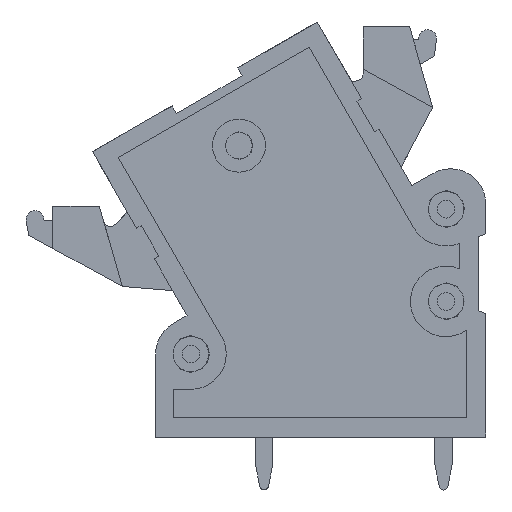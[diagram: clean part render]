
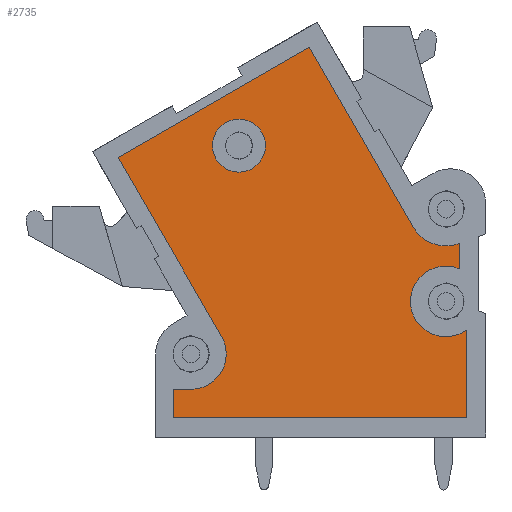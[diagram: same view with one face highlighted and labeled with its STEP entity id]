
A CAD part, front view. The second image highlights one B-rep face of the part: STEP entity #2735.
In plain terms, the highlighted planar face has unit normal (0, -1, 0).
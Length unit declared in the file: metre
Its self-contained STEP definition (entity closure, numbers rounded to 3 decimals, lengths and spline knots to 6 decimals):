
#2735 = ADVANCED_FACE( '', ( #6273, #6274 ), #6275, .F. );
#6273 = FACE_OUTER_BOUND( '', #8693, .T. );
#6274 = FACE_BOUND( '', #8694, .T. );
#6275 = PLANE( '', #8695 );
#8693 = EDGE_LOOP( '', ( #14371, #14372, #14373, #14374, #14375, #14376, #14377, #14378, #14379, #14380, #14381 ) );
#8694 = EDGE_LOOP( '', ( #14382 ) );
#8695 = AXIS2_PLACEMENT_3D( '', #14383, #14384, #14385 );
#14371 = ORIENTED_EDGE( '', *, *, #18379, .T. );
#14372 = ORIENTED_EDGE( '', *, *, #18381, .T. );
#14373 = ORIENTED_EDGE( '', *, *, #18383, .T. );
#14374 = ORIENTED_EDGE( '', *, *, #18385, .T. );
#14375 = ORIENTED_EDGE( '', *, *, #18387, .T. );
#14376 = ORIENTED_EDGE( '', *, *, #18389, .T. );
#14377 = ORIENTED_EDGE( '', *, *, #18391, .T. );
#14378 = ORIENTED_EDGE( '', *, *, #18392, .T. );
#14379 = ORIENTED_EDGE( '', *, *, #18372, .T. );
#14380 = ORIENTED_EDGE( '', *, *, #18375, .T. );
#14381 = ORIENTED_EDGE( '', *, *, #18377, .T. );
#14382 = ORIENTED_EDGE( '', *, *, #18403, .F. );
#14383 = CARTESIAN_POINT( '', ( 0.016431, -0.0057, 0.012928 ) );
#14384 = DIRECTION( '', ( 0., 1., 0. ) );
#14385 = DIRECTION( '', ( 0., 0., 1. ) );
#18372 = EDGE_CURVE( '', #21228, #21226, #21229, .T. );
#18375 = EDGE_CURVE( '', #21226, #21231, #21233, .T. );
#18377 = EDGE_CURVE( '', #21231, #21234, #21236, .T. );
#18379 = EDGE_CURVE( '', #21234, #21237, #21239, .T. );
#18381 = EDGE_CURVE( '', #21237, #21240, #21242, .T. );
#18383 = EDGE_CURVE( '', #21240, #21243, #21245, .T. );
#18385 = EDGE_CURVE( '', #21243, #21246, #21248, .T. );
#18387 = EDGE_CURVE( '', #21246, #21249, #21251, .T. );
#18389 = EDGE_CURVE( '', #21249, #21252, #21254, .T. );
#18391 = EDGE_CURVE( '', #21252, #21255, #21257, .T. );
#18392 = EDGE_CURVE( '', #21255, #21228, #21258, .T. );
#18403 = EDGE_CURVE( '', #21279, #21279, #21280, .F. );
#21226 = VERTEX_POINT( '', #23962 );
#21228 = VERTEX_POINT( '', #23965 );
#21229 = CIRCLE( '', #23966, 0.002111 );
#21231 = VERTEX_POINT( '', #23969 );
#21233 = LINE( '', #23972, #23973 );
#21234 = VERTEX_POINT( '', #23974 );
#21236 = LINE( '', #23977, #23978 );
#21237 = VERTEX_POINT( '', #23979 );
#21239 = LINE( '', #23982, #23983 );
#21240 = VERTEX_POINT( '', #23984 );
#21242 = CIRCLE( '', #23987, 0.002 );
#21243 = VERTEX_POINT( '', #23988 );
#21245 = LINE( '', #23991, #23992 );
#21246 = VERTEX_POINT( '', #23993 );
#21248 = LINE( '', #23996, #23997 );
#21249 = VERTEX_POINT( '', #23998 );
#21251 = LINE( '', #24001, #24002 );
#21252 = VERTEX_POINT( '', #24003 );
#21254 = LINE( '', #24006, #24007 );
#21255 = VERTEX_POINT( '', #24008 );
#21257 = CIRCLE( '', #24011, 0.002 );
#21258 = LINE( '', #24012, #24013 );
#21279 = VERTEX_POINT( '', #24034 );
#21280 = CIRCLE( '', #24035, 0.0015 );
#23962 = CARTESIAN_POINT( '', ( 0.014602, -0.0057, 0.011872 ) );
#23965 = CARTESIAN_POINT( '', ( 0.0172, -0.0057, 0.010961 ) );
#23966 = AXIS2_PLACEMENT_3D( '', #25376, #25377, #25378 );
#23969 = CARTESIAN_POINT( '', ( 0.008707, -0.0057, 0.022084 ) );
#23972 = CARTESIAN_POINT( '', ( 0.014602, -0.0057, 0.011872 ) );
#23973 = VECTOR( '', #25381, 1. );
#23974 = CARTESIAN_POINT( '', ( -0.002119, -0.0057, 0.015834 ) );
#23977 = CARTESIAN_POINT( '', ( 0.008707, -0.0057, 0.022084 ) );
#23978 = VECTOR( '', #25383, 1. );
#23979 = CARTESIAN_POINT( '', ( 0.003732, -0.0057, 0.0057 ) );
#23982 = CARTESIAN_POINT( '', ( -0.002119, -0.0057, 0.015834 ) );
#23983 = VECTOR( '', #25385, 1. );
#23984 = CARTESIAN_POINT( '', ( 0.002, -0.0057, 0.0027 ) );
#23987 = AXIS2_PLACEMENT_3D( '', #25387, #25388, #25389 );
#23988 = CARTESIAN_POINT( '', ( 0.001, -0.0057, 0.0027 ) );
#23991 = CARTESIAN_POINT( '', ( 0.002, -0.0057, 0.0027 ) );
#23992 = VECTOR( '', #25391, 1. );
#23993 = CARTESIAN_POINT( '', ( 0.001, -0.0057, 0.0011 ) );
#23996 = CARTESIAN_POINT( '', ( 0.001, -0.0057, 0.0027 ) );
#23997 = VECTOR( '', #25393, 1. );
#23998 = CARTESIAN_POINT( '', ( 0.0176, -0.0057, 0.0011 ) );
#24001 = CARTESIAN_POINT( '', ( 0.001, -0.0057, 0.0011 ) );
#24002 = VECTOR( '', #25395, 1. );
#24003 = CARTESIAN_POINT( '', ( 0.0176, -0.0057, 0.006059 ) );
#24006 = CARTESIAN_POINT( '', ( 0.0176, -0.0057, 0.0011 ) );
#24007 = VECTOR( '', #25397, 1. );
#24008 = CARTESIAN_POINT( '', ( 0.0172, -0.0057, 0.009522 ) );
#24011 = AXIS2_PLACEMENT_3D( '', #25399, #25400, #25401 );
#24012 = CARTESIAN_POINT( '', ( 0.0172, -0.0057, 0.009522 ) );
#24013 = VECTOR( '', #25402, 1. );
#24034 = CARTESIAN_POINT( '', ( 0.004719, -0.0057, 0.018 ) );
#24035 = AXIS2_PLACEMENT_3D( '', #25433, #25434, #25435 );
#25376 = CARTESIAN_POINT( '', ( 0.016431, -0.0057, 0.012928 ) );
#25377 = DIRECTION( '', ( 0., 1., 0. ) );
#25378 = DIRECTION( '', ( 1., 0., 0. ) );
#25381 = DIRECTION( '', ( -0.5, 0., 0.866 ) );
#25383 = DIRECTION( '', ( -0.866, 0., -0.5 ) );
#25385 = DIRECTION( '', ( 0.5, 0., -0.866 ) );
#25387 = CARTESIAN_POINT( '', ( 0.002, -0.0057, 0.0047 ) );
#25388 = DIRECTION( '', ( 0., 1., 0. ) );
#25389 = DIRECTION( '', ( -1., 0., 0. ) );
#25391 = DIRECTION( '', ( -1., 0., 0. ) );
#25393 = DIRECTION( '', ( 0., 0., -1. ) );
#25395 = DIRECTION( '', ( 1., 0., 0. ) );
#25397 = DIRECTION( '', ( 0., 0., 1. ) );
#25399 = CARTESIAN_POINT( '', ( 0.016426, -0.0057, 0.007678 ) );
#25400 = DIRECTION( '', ( 0., 1., 0. ) );
#25401 = DIRECTION( '', ( 1., 0., 0. ) );
#25402 = DIRECTION( '', ( 0., 0., 1. ) );
#25433 = CARTESIAN_POINT( '', ( 0.004719, -0.0057, 0.0165 ) );
#25434 = DIRECTION( '', ( 0., 1., 0. ) );
#25435 = DIRECTION( '', ( 0., 0., 1. ) );
